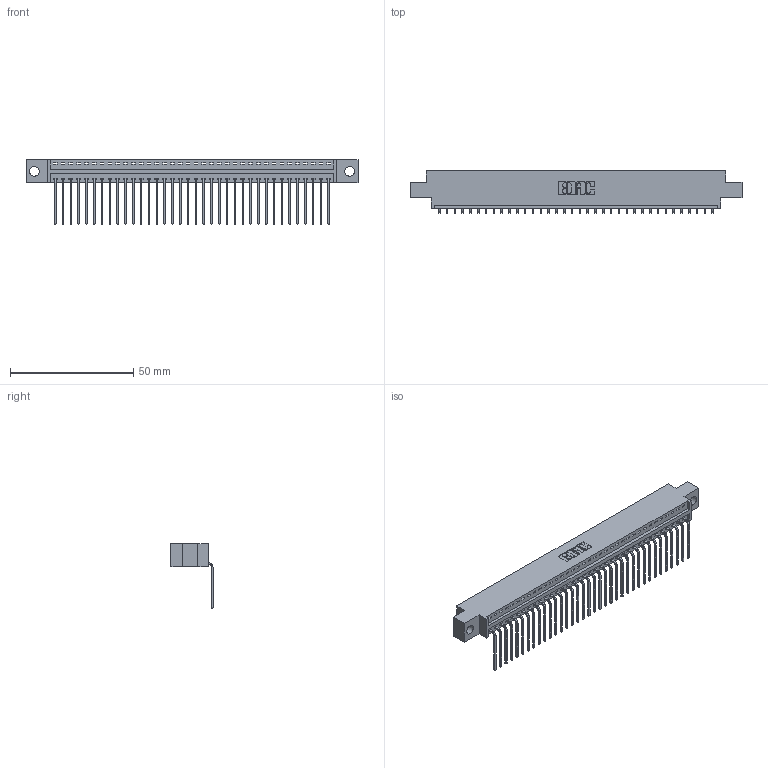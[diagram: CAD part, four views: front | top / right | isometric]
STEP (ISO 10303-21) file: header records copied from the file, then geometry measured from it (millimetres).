
FILE_DESCRIPTION (( 'STEP AP203' ), '1' );
FILE_NAME ('346-036-559-604.STEP', '2018-08-24T02:48:05', ( '' ), ( '' ), 'SwSTEP 2.0', 'SolidWorks 2016', '' );
FILE_SCHEMA (( 'CONFIG_CONTROL_DESIGN' ));
Length unit declared in the file: inch
Products named in the file (3): 346 Part_0.170 Offset - 0.156 Dia-TH; 345-292-001_558 559 Tail - 1; 346-036-559-604
Assembly tree (37 placements, depth 2):
  346-036-559-604
    346 Part_0.170 Offset - 0.156 Dia-TH
    345-292-001_558 559 Tail - 1  x36
Bounding box: 134.87 x 17.08 x 26.16 mm (x, y, z)
Volume: 12746.6 mm3; surface area: 16547.7 mm2
Topology: 37 solids, 37 shells, 2286 faces, 6893 edges, 4546 vertices
Faces by surface type: plane 1592, cylinder 694
Entity records: 23369 total; most frequent: CARTESIAN_POINT 4016, ORIENTED_EDGE 3986, DIRECTION 3549, EDGE_CURVE 1993, VECTOR 1717, LINE 1717, VERTEX_POINT 1326, AXIS2_PLACEMENT_3D 916
